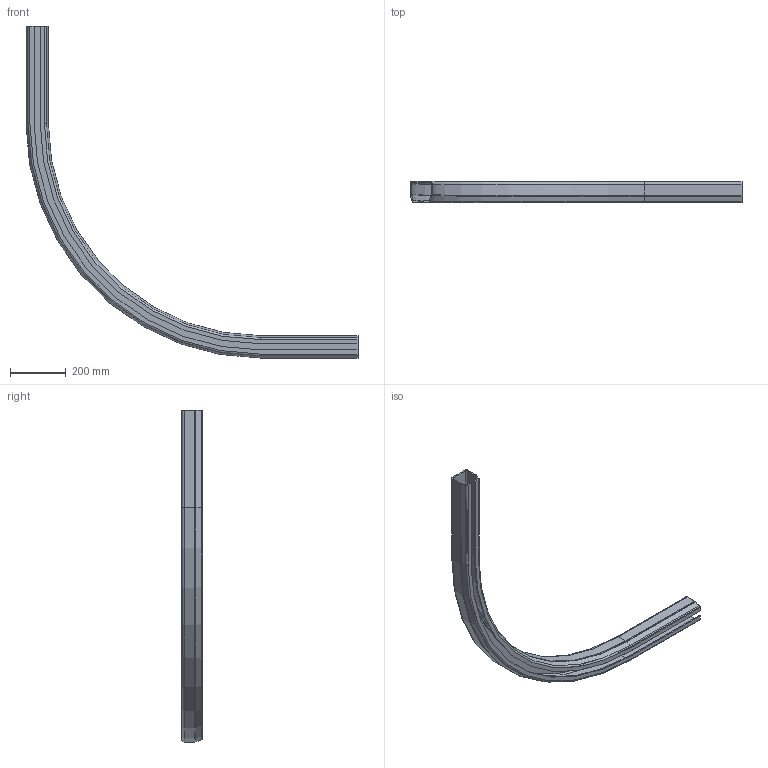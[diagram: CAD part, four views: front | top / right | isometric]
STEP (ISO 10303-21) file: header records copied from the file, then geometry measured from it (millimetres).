
FILE_DESCRIPTION(/* description */ ('Courbe Horizontale 90°'),/* implementation_level */ '2;1');
FILE_NAME(/* name */ '9060C.stp',/* time_stamp */ '2017-05-16T12:01:25+02:00',/* author */ ('ANTHONY'),/* organization */ (''),/* preprocessor_version */ 'ST-DEVELOPER v16.5',/* originating_system */ 'Autodesk Inventor 2017',/* authorisation */ '');
FILE_SCHEMA (('AUTOMOTIVE_DESIGN { 1 0 10303 214 3 1 1 }'));
Length unit declared in the file: millimetre
Products named in the file (1): 9060C
Bounding box: 1190 x 75 x 1190 mm (x, y, z)
Volume: 2181104.5 mm3; surface area: 989219 mm2
Topology: 1 solids, 1 shells, 74 faces, 184 edges, 112 vertices
Faces by surface type: cylinder 30, plane 28, torus 12, cone 4
Entity records: 2218 total; most frequent: DIRECTION 410, CARTESIAN_POINT 371, ORIENTED_EDGE 368, EDGE_CURVE 184, AXIS2_PLACEMENT_3D 151, VERTEX_POINT 112, LINE 108, VECTOR 108
